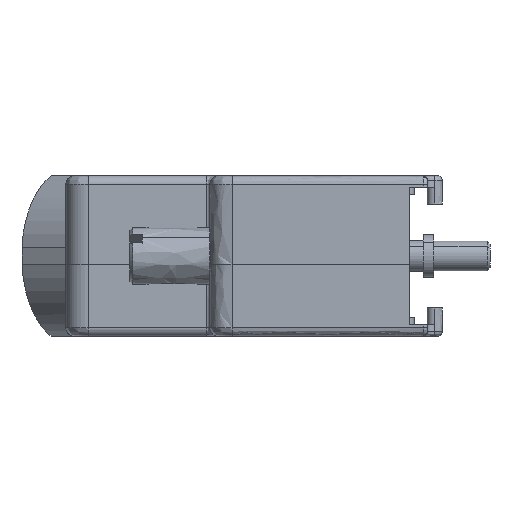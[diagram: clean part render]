
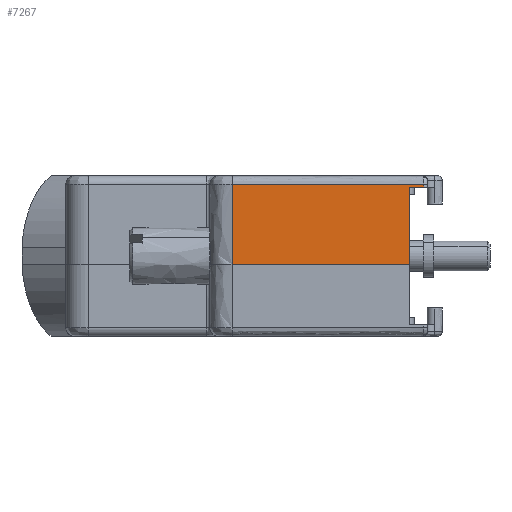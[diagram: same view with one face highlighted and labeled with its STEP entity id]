
A CAD part, left-side view. The second image highlights one B-rep face of the part: STEP entity #7267.
In plain terms, the highlighted free-form (B-spline) face has degree [1, 1] with [2, 2] control points.
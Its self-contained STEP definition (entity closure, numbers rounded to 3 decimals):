
#6261=CARTESIAN_POINT('',(-15.494,18.998,13.716));
#6262=VERTEX_POINT('',#6261);
#6270=CARTESIAN_POINT('',(-15.494,1.65,13.716));
#6271=VERTEX_POINT('',#6270);
#6272=CARTESIAN_POINT('',(-15.494,1.65,13.716));
#6273=CARTESIAN_POINT('',(-15.494,18.998,13.716));
#6274=B_SPLINE_CURVE_WITH_KNOTS('',1,(#6272,#6273),.UNSPECIFIED.,.F.,.F.,(2,2),(0.,1.),.UNSPECIFIED.);
#6275=EDGE_CURVE('',#6271,#6262,#6274,.T.);
#7226=CARTESIAN_POINT('',(-15.494,1.65,13.716));
#7227=CARTESIAN_POINT('',(-15.494,1.65,6.477));
#7228=CARTESIAN_POINT('',(-15.494,18.998,13.716));
#7229=CARTESIAN_POINT('',(-15.494,18.998,6.477));
#7230=B_SPLINE_SURFACE_WITH_KNOTS('',1,1,((#7226,#7227),(#7228,#7229)),.UNSPECIFIED.,.F.,.F.,.U.,(2,2),(2,2),(-0.341,0.342),(-0.143,0.143),.UNSPECIFIED.);
#7231=CARTESIAN_POINT('',(-15.494,18.998,6.477));
#7232=VERTEX_POINT('',#7231);
#7233=CARTESIAN_POINT('',(-15.494,18.998,6.477));
#7234=CARTESIAN_POINT('',(-15.494,18.998,13.716));
#7235=B_SPLINE_CURVE_WITH_KNOTS('',1,(#7233,#7234),.UNSPECIFIED.,.F.,.F.,(2,2),(0.,1.),.UNSPECIFIED.);
#7236=EDGE_CURVE('',#7232,#6262,#7235,.T.);
#7237=ORIENTED_EDGE('',*,*,#7236,.F.);
#7238=CARTESIAN_POINT('',(-15.494,2.983,6.477));
#7239=VERTEX_POINT('',#7238);
#7240=CARTESIAN_POINT('',(-15.494,2.983,6.477));
#7241=CARTESIAN_POINT('',(-15.494,18.998,6.477));
#7242=B_SPLINE_CURVE_WITH_KNOTS('',1,(#7240,#7241),.UNSPECIFIED.,.F.,.F.,(2,2),(0.,1.),.UNSPECIFIED.);
#7243=EDGE_CURVE('',#7239,#7232,#7242,.T.);
#7244=ORIENTED_EDGE('',*,*,#7243,.F.);
#7245=CARTESIAN_POINT('',(-15.494,2.983,13.462));
#7246=VERTEX_POINT('',#7245);
#7247=CARTESIAN_POINT('',(-15.494,2.983,13.462));
#7248=CARTESIAN_POINT('',(-15.494,2.983,6.477));
#7249=B_SPLINE_CURVE_WITH_KNOTS('',1,(#7247,#7248),.UNSPECIFIED.,.F.,.F.,(2,2),(0.,1.),.UNSPECIFIED.);
#7250=EDGE_CURVE('',#7246,#7239,#7249,.T.);
#7251=ORIENTED_EDGE('',*,*,#7250,.F.);
#7252=CARTESIAN_POINT('',(-15.494,1.65,13.462));
#7253=VERTEX_POINT('',#7252);
#7254=CARTESIAN_POINT('',(-15.494,2.983,13.462));
#7255=CARTESIAN_POINT('',(-15.494,1.65,13.462));
#7256=B_SPLINE_CURVE_WITH_KNOTS('',1,(#7254,#7255),.UNSPECIFIED.,.F.,.F.,(2,2),(0.,1.),.UNSPECIFIED.);
#7257=EDGE_CURVE('',#7246,#7253,#7256,.T.);
#7258=ORIENTED_EDGE('',*,*,#7257,.T.);
#7259=CARTESIAN_POINT('',(-15.494,1.65,13.716));
#7260=CARTESIAN_POINT('',(-15.494,1.65,13.462));
#7261=B_SPLINE_CURVE_WITH_KNOTS('',1,(#7259,#7260),.UNSPECIFIED.,.F.,.F.,(2,2),(0.,1.),.UNSPECIFIED.);
#7262=EDGE_CURVE('',#6271,#7253,#7261,.T.);
#7263=ORIENTED_EDGE('',*,*,#7262,.F.);
#7264=ORIENTED_EDGE('',*,*,#6275,.T.);
#7265=EDGE_LOOP('',(#7237,#7244,#7251,#7258,#7263,#7264));
#7266=FACE_BOUND('',#7265,.T.);
#7267=ADVANCED_FACE('NONE',(#7266),#7230,.T.);
